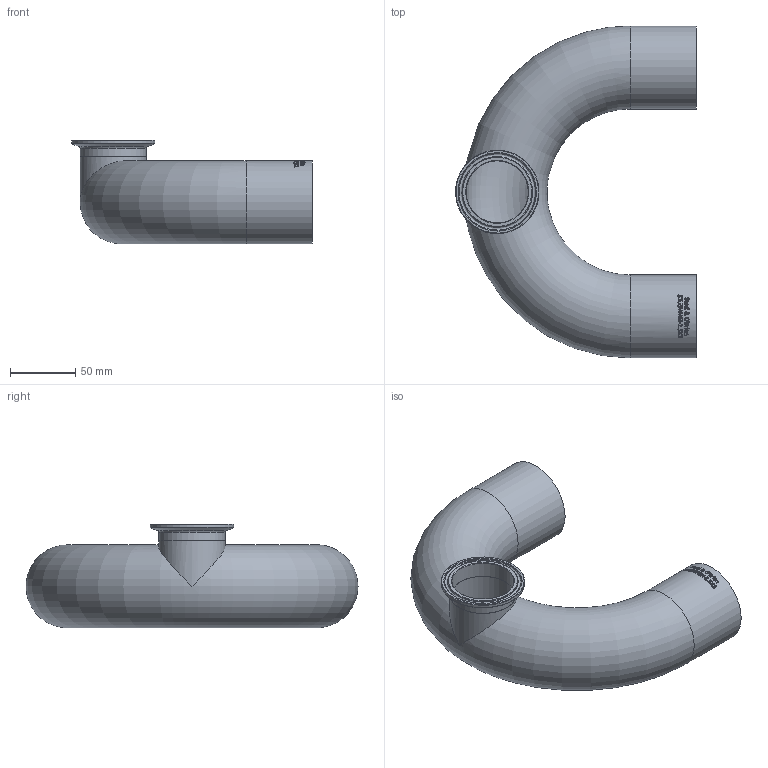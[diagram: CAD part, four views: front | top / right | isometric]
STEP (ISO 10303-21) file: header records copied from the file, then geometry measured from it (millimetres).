
FILE_DESCRIPTION(/* description */ (''),/* implementation_level */ '2;1');
FILE_NAME(/* name */ 'S2USWWK-25X2.stp',/* time_stamp */ '2018-11-26T14:04:41-05:00',/* author */ ('rick'),/* organization */ (''),/* preprocessor_version */ 'ST-DEVELOPER v15.2',/* originating_system */ 'Autodesk Inventor 2014',/* authorisation */ '');
FILE_SCHEMA (('AUTOMOTIVE_DESIGN { 1 0 10303 214 3 1 1 }'));
Length unit declared in the file: inch
Products named in the file (1): S2USWWK-25X2
Bounding box: 184.32 x 254 x 79.38 mm (x, y, z)
Volume: 139941.2 mm3; surface area: 168598.9 mm2
Topology: 1 solids, 1 shells, 448 faces, 1215 edges, 806 vertices
Faces by surface type: bspline 205, plane 184, cylinder 45, torus 11, cone 3
Full cylindrical faces by diameter (mm): 47.498 x1, 47.752 x1, 50.8 x2, 60.198 x2, 63.5 x2, 63.906 x1
Entity records: 17835 total; most frequent: CARTESIAN_POINT 7760, ORIENTED_EDGE 2362, DIRECTION 1518, EDGE_CURVE 1181, VERTEX_POINT 796, EDGE_LOOP 513, LINE 508, VECTOR 508
